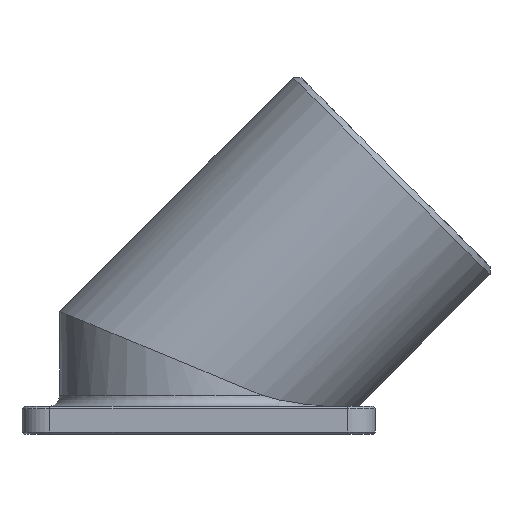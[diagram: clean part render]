
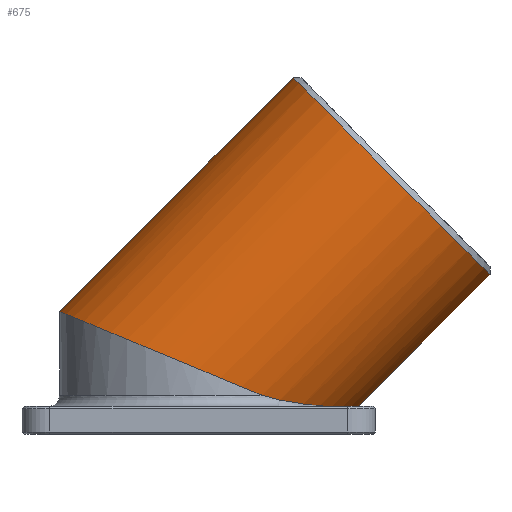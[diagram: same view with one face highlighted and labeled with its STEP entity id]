
A CAD part, left-side view. The second image highlights one B-rep face of the part: STEP entity #675.
In plain terms, the highlighted cylindrical face has radius 25 mm (diameter 50 mm), a full revolution.
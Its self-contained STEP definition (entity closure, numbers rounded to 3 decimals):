
#56=ELLIPSE('',#736,27.06,25.);
#57=ELLIPSE('',#737,35.355,25.);
#58=ELLIPSE('',#738,27.06,25.);
#59=ELLIPSE('',#739,27.06,25.);
#66=LINE('',#1060,#116);
#116=VECTOR('',#826,20.);
#166=CYLINDRICAL_SURFACE('',#734,25.);
#179=FACE_OUTER_BOUND('',#222,.T.);
#222=EDGE_LOOP('',(#478,#479,#480,#481,#482,#483,#484,#485,#486));
#278=CIRCLE('',#735,25.);
#309=B_SPLINE_CURVE_WITH_KNOTS('',3,(#1036,#1037,#1038,#1039,#1040,#1041,
#1042,#1043),.UNSPECIFIED.,.F.,.F.,(4,2,2,4),(1.628,1.67,
1.946,2.273),.UNSPECIFIED.);
#310=B_SPLINE_CURVE_WITH_KNOTS('',3,(#1047,#1048,#1049,#1050,#1051,#1052,
#1053,#1054),.UNSPECIFIED.,.F.,.F.,(4,2,2,4),(0.838,1.18,
1.357,1.473),.UNSPECIFIED.);
#315=VERTEX_POINT('',#1034);
#316=VERTEX_POINT('',#1035);
#317=VERTEX_POINT('',#1044);
#318=VERTEX_POINT('',#1046);
#319=VERTEX_POINT('',#1057);
#320=VERTEX_POINT('',#1059);
#321=VERTEX_POINT('',#1063);
#375=EDGE_CURVE('',#315,#316,#309,.T.);
#377=EDGE_CURVE('',#318,#317,#310,.T.);
#379=EDGE_CURVE('',#319,#319,#278,.T.);
#380=EDGE_CURVE('',#319,#320,#66,.T.);
#381=EDGE_CURVE('',#315,#320,#56,.F.);
#382=EDGE_CURVE('',#316,#318,#57,.T.);
#383=EDGE_CURVE('',#321,#317,#58,.F.);
#384=EDGE_CURVE('',#320,#321,#59,.F.);
#478=ORIENTED_EDGE('',*,*,#379,.F.);
#479=ORIENTED_EDGE('',*,*,#380,.T.);
#480=ORIENTED_EDGE('',*,*,#381,.F.);
#481=ORIENTED_EDGE('',*,*,#375,.T.);
#482=ORIENTED_EDGE('',*,*,#382,.T.);
#483=ORIENTED_EDGE('',*,*,#377,.T.);
#484=ORIENTED_EDGE('',*,*,#383,.F.);
#485=ORIENTED_EDGE('',*,*,#384,.F.);
#486=ORIENTED_EDGE('',*,*,#380,.F.);
#675=ADVANCED_FACE('',(#179),#166,.T.);
#734=AXIS2_PLACEMENT_3D('',#1056,#822,#823);
#735=AXIS2_PLACEMENT_3D('',#1058,#824,#825);
#736=AXIS2_PLACEMENT_3D('',#1061,#827,#828);
#737=AXIS2_PLACEMENT_3D('',#1062,#829,#830);
#738=AXIS2_PLACEMENT_3D('',#1064,#831,#832);
#739=AXIS2_PLACEMENT_3D('',#1065,#833,#834);
#822=DIRECTION('center_axis',(0.,-0.707,0.707));
#823=DIRECTION('ref_axis',(1.,0.,0.));
#824=DIRECTION('center_axis',(0.,-0.707,0.707));
#825=DIRECTION('ref_axis',(1.,0.,0.));
#826=DIRECTION('',(0.,0.707,-0.707));
#827=DIRECTION('center_axis',(0.,-0.383,0.924));
#828=DIRECTION('ref_axis',(0.,0.924,0.383));
#829=DIRECTION('center_axis',(0.,0.,1.));
#830=DIRECTION('ref_axis',(0.,1.,0.));
#831=DIRECTION('center_axis',(0.,-0.383,0.924));
#832=DIRECTION('ref_axis',(0.,0.924,0.383));
#833=DIRECTION('center_axis',(0.,-0.383,0.924));
#834=DIRECTION('ref_axis',(0.,0.924,0.383));
#1034=CARTESIAN_POINT('',(9.488,20.374,7.));
#1035=CARTESIAN_POINT('',(19.337,7.772,5.));
#1036=CARTESIAN_POINT('Ctrl Pts',(9.488,20.374,7.));
#1037=CARTESIAN_POINT('Ctrl Pts',(9.58,20.194,6.925));
#1038=CARTESIAN_POINT('Ctrl Pts',(9.678,19.999,6.858));
#1039=CARTESIAN_POINT('Ctrl Pts',(10.364,18.645,6.423));
#1040=CARTESIAN_POINT('Ctrl Pts',(11.419,16.566,5.982));
#1041=CARTESIAN_POINT('Ctrl Pts',(15.297,11.315,5.161));
#1042=CARTESIAN_POINT('Ctrl Pts',(17.532,9.233,5.));
#1043=CARTESIAN_POINT('Ctrl Pts',(19.337,7.772,5.));
#1044=CARTESIAN_POINT('',(54.012,20.374,7.));
#1046=CARTESIAN_POINT('',(44.163,7.772,5.));
#1047=CARTESIAN_POINT('Ctrl Pts',(44.163,7.772,5.));
#1048=CARTESIAN_POINT('Ctrl Pts',(46.034,9.286,5.));
#1049=CARTESIAN_POINT('Ctrl Pts',(48.405,11.493,5.169));
#1050=CARTESIAN_POINT('Ctrl Pts',(51.771,16.208,5.938));
#1051=CARTESIAN_POINT('Ctrl Pts',(52.585,17.637,6.225));
#1052=CARTESIAN_POINT('Ctrl Pts',(53.506,19.365,6.652));
#1053=CARTESIAN_POINT('Ctrl Pts',(53.797,19.953,6.826));
#1054=CARTESIAN_POINT('Ctrl Pts',(54.012,20.374,7.));
#1056=CARTESIAN_POINT('Origin',(31.75,31.75,11.712));
#1057=CARTESIAN_POINT('',(6.75,-2.898,46.36));
#1058=CARTESIAN_POINT('Origin',(31.75,-2.898,46.36));
#1059=CARTESIAN_POINT('',(6.75,31.75,11.712));
#1060=CARTESIAN_POINT('',(6.75,31.75,11.712));
#1061=CARTESIAN_POINT('Origin',(31.75,31.75,11.712));
#1062=CARTESIAN_POINT('Origin',(31.75,38.462,5.));
#1063=CARTESIAN_POINT('',(56.75,31.75,11.712));
#1064=CARTESIAN_POINT('Origin',(31.75,31.75,11.712));
#1065=CARTESIAN_POINT('Origin',(31.75,31.75,11.712));
